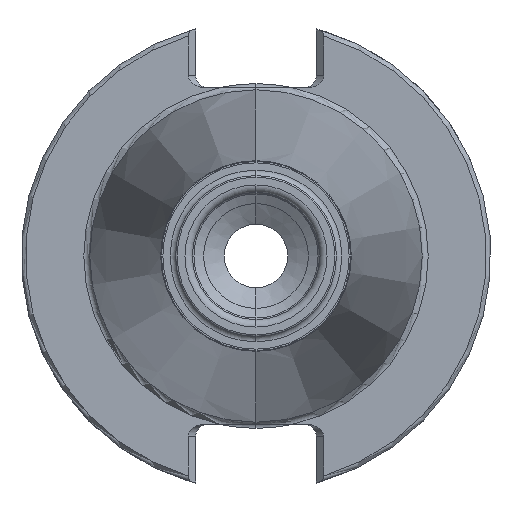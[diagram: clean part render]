
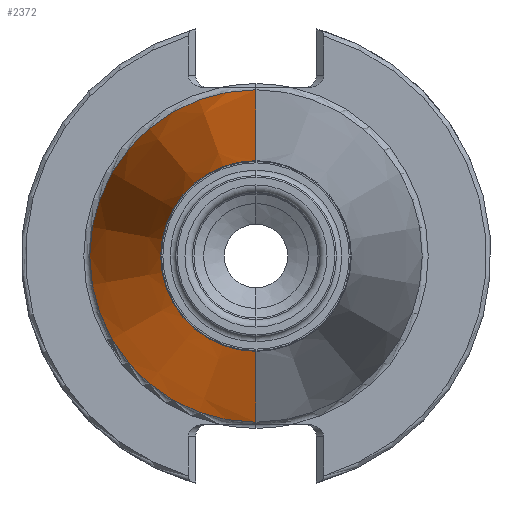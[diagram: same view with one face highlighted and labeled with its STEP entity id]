
A CAD part, left-side view. The second image highlights one B-rep face of the part: STEP entity #2372.
In plain terms, the highlighted conical face has half-angle 8.297 degrees and reference radius 22.225 mm.
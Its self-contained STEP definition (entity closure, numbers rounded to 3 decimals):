
#44 = CARTESIAN_POINT ( 'NONE',  ( 0., 0., -22.225 ) ) ;
#106 = DIRECTION ( 'NONE',  ( 0.99, 0., 0.144 ) ) ;
#168 = VECTOR ( 'NONE', #1928, 1000. ) ;
#188 = VERTEX_POINT ( 'NONE', #3193 ) ;
#324 = AXIS2_PLACEMENT_3D ( 'NONE', #4195, #4210, #2979 ) ;
#439 = ORIENTED_EDGE ( 'NONE', *, *, #1074, .T. ) ;
#863 = CARTESIAN_POINT ( 'NONE',  ( -64.988, 0., -12.748 ) ) ;
#1027 = AXIS2_PLACEMENT_3D ( 'NONE', #1497, #4364, #2915 ) ;
#1060 = VERTEX_POINT ( 'NONE', #3782 ) ;
#1074 = EDGE_CURVE ( 'NONE', #3032, #1060, #2640, .T. ) ;
#1124 = DIRECTION ( 'NONE',  ( -1., 0., 0. ) ) ;
#1497 = CARTESIAN_POINT ( 'NONE',  ( 0., 0., 0. ) ) ;
#1824 = CARTESIAN_POINT ( 'NONE',  ( 0., 0., 22.225 ) ) ;
#1853 = EDGE_LOOP ( 'NONE', ( #2574, #4390, #439, #4275 ) ) ;
#1928 = DIRECTION ( 'NONE',  ( 0.99, 0., -0.144 ) ) ;
#1937 = LINE ( 'NONE', #2371, #3668 ) ;
#2371 = CARTESIAN_POINT ( 'NONE',  ( 0., 0., 22.225 ) ) ;
#2372 = ADVANCED_FACE ( 'NONE', ( #4610 ), #4487, .T. ) ;
#2574 = ORIENTED_EDGE ( 'NONE', *, *, #3099, .F. ) ;
#2640 = CIRCLE ( 'NONE', #324, 22.225 ) ;
#2915 = DIRECTION ( 'NONE',  ( 0., 0., -1. ) ) ;
#2979 = DIRECTION ( 'NONE',  ( 0., 0., 1. ) ) ;
#3032 = VERTEX_POINT ( 'NONE', #1824 ) ;
#3099 = EDGE_CURVE ( 'NONE', #188, #3907, #3103, .T. ) ;
#3103 = CIRCLE ( 'NONE', #4458, 12.748 ) ;
#3154 = LINE ( 'NONE', #44, #168 ) ;
#3193 = CARTESIAN_POINT ( 'NONE',  ( -64.988, 0., 12.748 ) ) ;
#3355 = CARTESIAN_POINT ( 'NONE',  ( -64.988, 0., 0. ) ) ;
#3668 = VECTOR ( 'NONE', #106, 1000. ) ;
#3727 = DIRECTION ( 'NONE',  ( 0., 0., 1. ) ) ;
#3782 = CARTESIAN_POINT ( 'NONE',  ( 0., 0., -22.225 ) ) ;
#3907 = VERTEX_POINT ( 'NONE', #863 ) ;
#4195 = CARTESIAN_POINT ( 'NONE',  ( 0., 0., 0. ) ) ;
#4210 = DIRECTION ( 'NONE',  ( -1., 0., 0. ) ) ;
#4275 = ORIENTED_EDGE ( 'NONE', *, *, #4524, .F. ) ;
#4364 = DIRECTION ( 'NONE',  ( 1., 0., 0. ) ) ;
#4390 = ORIENTED_EDGE ( 'NONE', *, *, #4623, .T. ) ;
#4458 = AXIS2_PLACEMENT_3D ( 'NONE', #3355, #1124, #3727 ) ;
#4487 = CONICAL_SURFACE ( 'NONE', #1027, 22.225, 0.145 ) ;
#4524 = EDGE_CURVE ( 'NONE', #3907, #1060, #3154, .T. ) ;
#4610 = FACE_OUTER_BOUND ( 'NONE', #1853, .T. ) ;
#4623 = EDGE_CURVE ( 'NONE', #188, #3032, #1937, .T. ) ;
